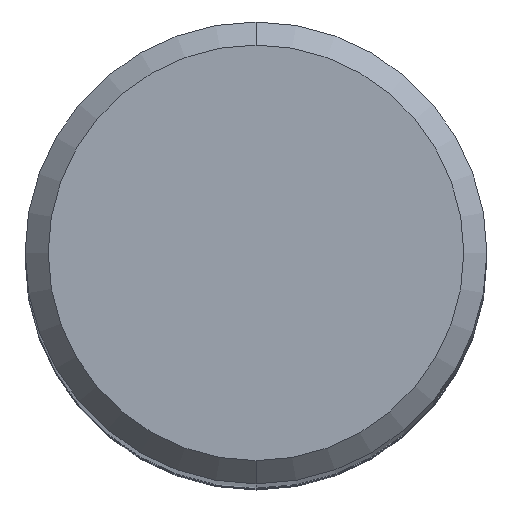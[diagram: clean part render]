
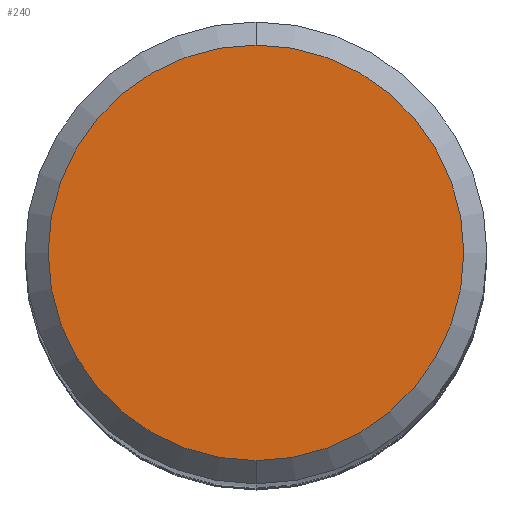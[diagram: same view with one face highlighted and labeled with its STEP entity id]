
A CAD part, top view. The second image highlights one B-rep face of the part: STEP entity #240.
In plain terms, the highlighted planar face has unit normal (0, 0, 1).
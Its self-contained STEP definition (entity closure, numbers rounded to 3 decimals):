
#122=VERTEX_POINT('',#313);
#146=EDGE_CURVE('',#218,#122,#338,.T.);
#182=EDGE_CURVE('',#122,#218,#378,.T.);
#218=VERTEX_POINT('',#421);
#240=ADVANCED_FACE('',(#449),#450,.T.);
#313=CARTESIAN_POINT('',(0.,-3.6,0.0));
#338=CIRCLE('',#549,3.6);
#378=CIRCLE('',#596,3.6);
#421=CARTESIAN_POINT('',(0.0,3.6,0.0));
#449=FACE_OUTER_BOUND('',#687,.T.);
#450=PLANE('',#688);
#549=AXIS2_PLACEMENT_3D('',#799,#800,#801);
#596=AXIS2_PLACEMENT_3D('',#839,#840,#841);
#687=EDGE_LOOP('',(#953,#954));
#688=AXIS2_PLACEMENT_3D('',#955,#956,#957);
#799=CARTESIAN_POINT('',(0.0,0.0,0.0));
#800=DIRECTION('',(0.0,0.0,-1.0));
#801=DIRECTION('',(0.0,1.0,0.0));
#839=CARTESIAN_POINT('',(0.0,0.0,0.0));
#840=DIRECTION('',(0.0,0.0,-1.0));
#841=DIRECTION('',(0.0,1.0,0.0));
#953=ORIENTED_EDGE('',*,*,#146,.F.);
#954=ORIENTED_EDGE('',*,*,#182,.F.);
#955=CARTESIAN_POINT('',(0.0,1.8,0.0));
#956=DIRECTION('',(-0.0,0.0,1.0));
#957=DIRECTION('',(0.0,-1.0,0.0));
